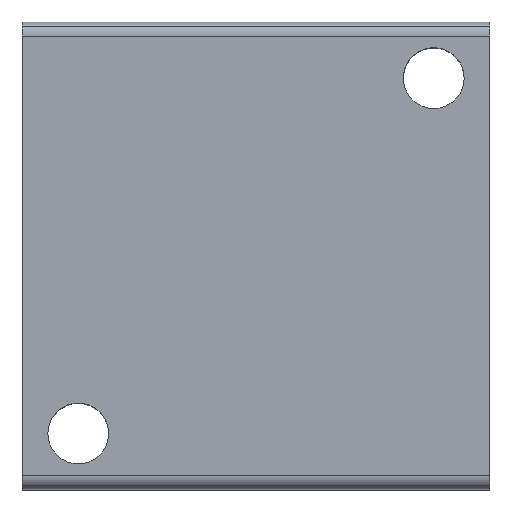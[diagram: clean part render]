
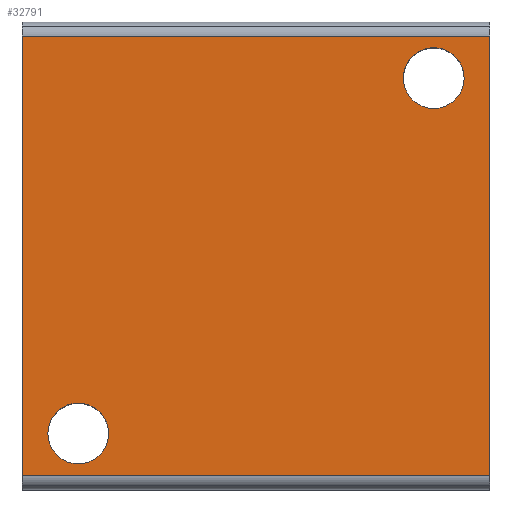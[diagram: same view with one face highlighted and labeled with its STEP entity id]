
A CAD part, top view. The second image highlights one B-rep face of the part: STEP entity #32791.
In plain terms, the highlighted planar face has unit normal (0, 0, 1).
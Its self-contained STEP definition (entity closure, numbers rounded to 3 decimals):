
#143=CARTESIAN_POINT('',(16.75,9.0,15.0));
#144=VERTEX_POINT('',#143);
#160=CARTESIAN_POINT('',(10.25,9.0,15.0));
#161=VERTEX_POINT('',#160);
#168=CARTESIAN_POINT('',(13.5,9.0,15.0));
#169=DIRECTION('',(0.0,0.0,-1.0));
#170=DIRECTION('',(1.0,0.0,0.0));
#171=AXIS2_PLACEMENT_3D('',#168,#169,#170);
#172=CIRCLE('',#171,3.25);
#173=EDGE_CURVE('',#144,#161,#172,.T.);
#185=CARTESIAN_POINT('',(-21.25,-29.0,15.0));
#186=VERTEX_POINT('',#185);
#202=CARTESIAN_POINT('',(-27.75,-29.0,15.0));
#203=VERTEX_POINT('',#202);
#210=CARTESIAN_POINT('',(-24.5,-29.0,15.0));
#211=DIRECTION('',(0.0,0.0,-1.0));
#212=DIRECTION('',(1.0,0.0,0.0));
#213=AXIS2_PLACEMENT_3D('',#210,#211,#212);
#214=CIRCLE('',#213,3.25);
#215=EDGE_CURVE('',#186,#203,#214,.T.);
#415=CARTESIAN_POINT('',(19.5,-33.5,15.0));
#416=VERTEX_POINT('',#415);
#424=CARTESIAN_POINT('',(-30.5,-33.5,15.0));
#425=VERTEX_POINT('',#424);
#426=CARTESIAN_POINT('',(19.5,-33.5,15.0));
#427=DIRECTION('',(-1.0,0.0,0.0));
#428=VECTOR('',#427,50.);
#429=LINE('',#426,#428);
#430=EDGE_CURVE('',#416,#425,#429,.T.);
#541=CARTESIAN_POINT('',(-30.5,13.5,15.0));
#542=VERTEX_POINT('',#541);
#550=CARTESIAN_POINT('',(19.5,13.5,15.0));
#551=VERTEX_POINT('',#550);
#552=CARTESIAN_POINT('',(-30.5,13.5,15.0));
#553=DIRECTION('',(1.0,0.0,0.0));
#554=VECTOR('',#553,50.);
#555=LINE('',#552,#554);
#556=EDGE_CURVE('',#542,#551,#555,.T.);
#32566=CARTESIAN_POINT('',(19.5,13.5,15.0));
#32567=DIRECTION('',(0.0,-1.0,0.0));
#32568=VECTOR('',#32567,47.0);
#32569=LINE('',#32566,#32568);
#32570=EDGE_CURVE('',#551,#416,#32569,.T.);
#32755=CARTESIAN_POINT('',(0.,0.,15.0));
#32756=DIRECTION('',(0.0,0.0,1.0));
#32757=DIRECTION('',(1.0,0.0,0.0));
#32758=AXIS2_PLACEMENT_3D('',#32755,#32756,#32757);
#32759=PLANE('',#32758);
#32760=ORIENTED_EDGE('',*,*,#556,.F.);
#32761=CARTESIAN_POINT('',(-30.5,-33.5,15.0));
#32762=DIRECTION('',(0.0,1.0,0.0));
#32763=VECTOR('',#32762,47.0);
#32764=LINE('',#32761,#32763);
#32765=EDGE_CURVE('',#425,#542,#32764,.T.);
#32766=ORIENTED_EDGE('',*,*,#32765,.F.);
#32767=ORIENTED_EDGE('',*,*,#430,.F.);
#32768=ORIENTED_EDGE('',*,*,#32570,.F.);
#32769=EDGE_LOOP('',(#32760,#32766,#32767,#32768));
#32770=FACE_OUTER_BOUND('',#32769,.T.);
#32771=ORIENTED_EDGE('',*,*,#173,.T.);
#32772=CARTESIAN_POINT('',(13.5,9.0,15.0));
#32773=DIRECTION('',(0.0,0.0,-1.0));
#32774=DIRECTION('',(1.0,0.0,0.0));
#32775=AXIS2_PLACEMENT_3D('',#32772,#32773,#32774);
#32776=CIRCLE('',#32775,3.25);
#32777=EDGE_CURVE('',#161,#144,#32776,.T.);
#32778=ORIENTED_EDGE('',*,*,#32777,.T.);
#32779=EDGE_LOOP('',(#32771,#32778));
#32780=FACE_BOUND('',#32779,.T.);
#32781=ORIENTED_EDGE('',*,*,#215,.T.);
#32782=CARTESIAN_POINT('',(-24.5,-29.0,15.0));
#32783=DIRECTION('',(0.0,0.0,-1.0));
#32784=DIRECTION('',(1.0,0.0,0.0));
#32785=AXIS2_PLACEMENT_3D('',#32782,#32783,#32784);
#32786=CIRCLE('',#32785,3.25);
#32787=EDGE_CURVE('',#203,#186,#32786,.T.);
#32788=ORIENTED_EDGE('',*,*,#32787,.T.);
#32789=EDGE_LOOP('',(#32781,#32788));
#32790=FACE_BOUND('',#32789,.T.);
#32791=ADVANCED_FACE('',(#32770,#32780,#32790),#32759,.T.);
